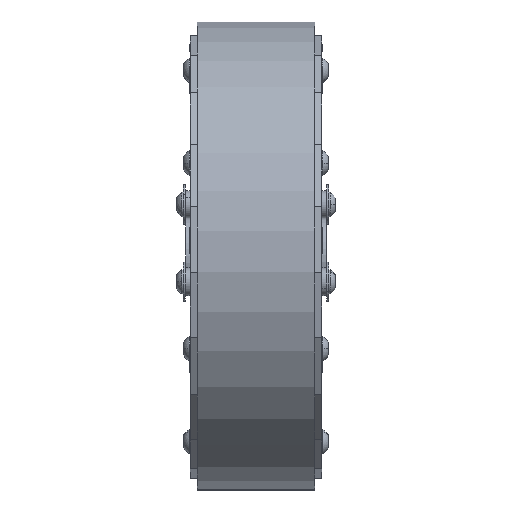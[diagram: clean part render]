
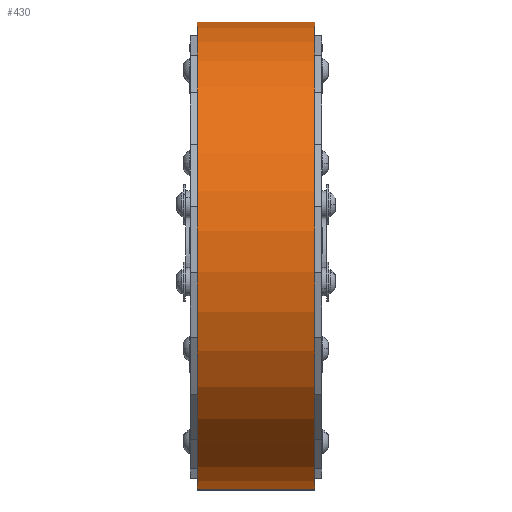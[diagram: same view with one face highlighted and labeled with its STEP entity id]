
A CAD part, left-side view. The second image highlights one B-rep face of the part: STEP entity #430.
In plain terms, the highlighted cylindrical face has radius 76.2 mm (diameter 152.4 mm), a partial arc.
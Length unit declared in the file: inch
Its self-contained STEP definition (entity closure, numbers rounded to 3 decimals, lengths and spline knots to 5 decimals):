
#330 = EDGE_CURVE ( 'NONE', #336, #331, #4425, .T. ) ;
#331 = VERTEX_POINT ( 'NONE', #4474 ) ;
#336 = VERTEX_POINT ( 'NONE', #4418 ) ;
#374 = EDGE_CURVE ( 'NONE', #460, #336, #4557, .T. ) ;
#430 = ADVANCED_FACE ( 'NONE', ( #4643 ), #4642, .T. ) ;
#431 = EDGE_LOOP ( 'NONE', ( #451, #452, #453, #454 ) ) ;
#445 = VERTEX_POINT ( 'NONE', #4624 ) ;
#447 = EDGE_CURVE ( 'NONE', #460, #445, #4623, .T. ) ;
#451 = ORIENTED_EDGE ( 'NONE', *, *, #330, .F. ) ;
#452 = ORIENTED_EDGE ( 'NONE', *, *, #374, .F. ) ;
#453 = ORIENTED_EDGE ( 'NONE', *, *, #447, .T. ) ;
#454 = ORIENTED_EDGE ( 'NONE', *, *, #476, .T. ) ;
#460 = VERTEX_POINT ( 'NONE', #4604 ) ;
#476 = EDGE_CURVE ( 'NONE', #445, #331, #4577, .T. ) ;
#4418 = CARTESIAN_POINT ( 'NONE',  ( 0., 0.75, 3. ) ) ;
#4422 = DIRECTION ( 'NONE',  ( 0., -1., 0. ) ) ;
#4423 = VECTOR ( 'NONE', #4422, 39.37008 ) ;
#4424 = CARTESIAN_POINT ( 'NONE',  ( 0., 0.75, 3. ) ) ;
#4425 = LINE ( 'NONE', #4424, #4423 ) ;
#4474 = CARTESIAN_POINT ( 'NONE',  ( 0., -0.75, 3. ) ) ;
#4549 = DIRECTION ( 'NONE',  ( 0., 0., 1. ) ) ;
#4550 = DIRECTION ( 'NONE',  ( 0., 1., 0. ) ) ;
#4551 = CARTESIAN_POINT ( 'NONE',  ( 0., 0.75, 0. ) ) ;
#4552 = AXIS2_PLACEMENT_3D ( 'NONE', #4551, #4550, #4549 ) ;
#4557 = CIRCLE ( 'NONE', #4552, 3. ) ;
#4573 = DIRECTION ( 'NONE',  ( 0., 0., 1. ) ) ;
#4574 = DIRECTION ( 'NONE',  ( 0., 1., 0. ) ) ;
#4575 = CARTESIAN_POINT ( 'NONE',  ( 0., -0.75, 0. ) ) ;
#4576 = AXIS2_PLACEMENT_3D ( 'NONE', #4575, #4574, #4573 ) ;
#4577 = CIRCLE ( 'NONE', #4576, 3. ) ;
#4604 = CARTESIAN_POINT ( 'NONE',  ( 0., 0.75, -3. ) ) ;
#4620 = DIRECTION ( 'NONE',  ( 0., -1., 0. ) ) ;
#4621 = VECTOR ( 'NONE', #4620, 39.37008 ) ;
#4622 = CARTESIAN_POINT ( 'NONE',  ( 0., 0.75, -3. ) ) ;
#4623 = LINE ( 'NONE', #4622, #4621 ) ;
#4624 = CARTESIAN_POINT ( 'NONE',  ( 0., -0.75, -3. ) ) ;
#4637 = DIRECTION ( 'NONE',  ( 0., 0., -1. ) ) ;
#4638 = DIRECTION ( 'NONE',  ( 0., -1., 0. ) ) ;
#4639 = CARTESIAN_POINT ( 'NONE',  ( 0., 0.75, 0. ) ) ;
#4640 = AXIS2_PLACEMENT_3D ( 'NONE', #4639, #4638, #4637 ) ;
#4642 = CYLINDRICAL_SURFACE ( 'NONE', #4640, 3. ) ;
#4643 = FACE_OUTER_BOUND ( 'NONE', #431, .T. ) ;
